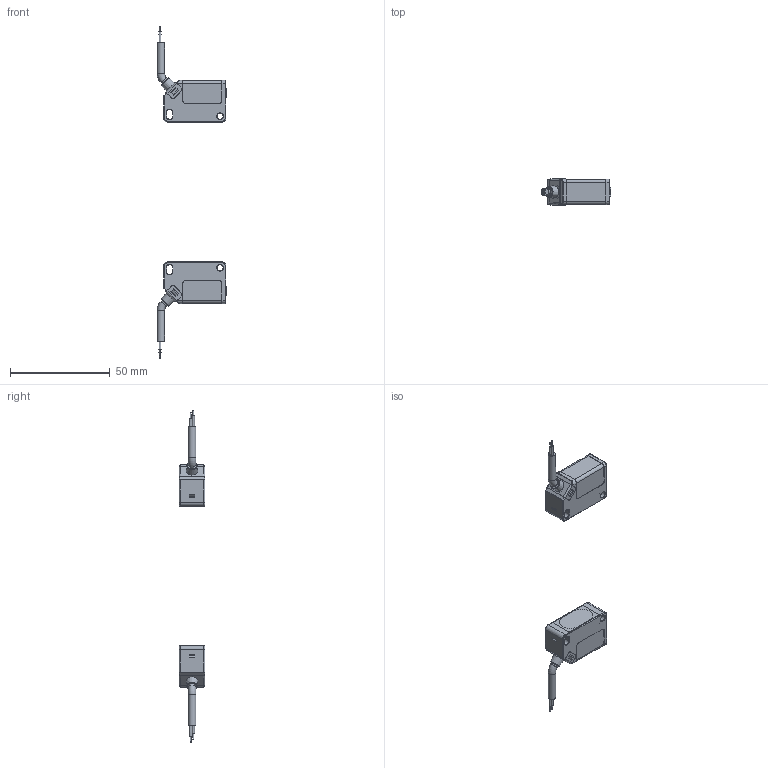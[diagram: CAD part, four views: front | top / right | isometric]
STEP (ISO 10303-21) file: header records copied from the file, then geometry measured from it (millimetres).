
FILE_DESCRIPTION( ( 'Unknown' ), '1' );
FILE_NAME( 'QMRHD_0P-0A.stp', 'Unknown', ( 'Unknown' ), ( 'Unknown' ), 'PSStep 15.0.49', 'Unknown', ' ' );
FILE_SCHEMA( ( 'AUTOMOTIVE_DESIGN { 1 0 10303 214 1 1 1 1 }' ) );
Length unit declared in the file: millimetre
Products named in the file (14): 6606_fig; 6619_fig; 6550_fig; QMRD_0P-0A; 6629_fig; 6570_fig-oa0; W741_fig; 6569A_fig; 6908_fig; 6568A_fig; QMRH_0P-0A; 6570_fig; Assem1
Assembly tree (19 placements, depth 5):
  Assem1
    QMRH_0P-0A
      6629_fig
      6570_fig
      W741_fig
      6569A_fig
      6908_fig
      6568A_fig
      6619_fig
        6550_fig
        6606_fig
          6606_fig
    QMRD_0P-0A
      6629_fig
      6570_fig-oa0
      W741_fig
      6569A_fig
      6908_fig
      6568A_fig
      6619_fig
        6550_fig
        6606_fig
          6606_fig
Bounding box: 35.08 x 13.02 x 166.52 mm (x, y, z)
Volume: 15350.9 mm3; surface area: 10901 mm2
Topology: 16 solids, 16 shells, 456 faces, 1118 edges, 728 vertices
Faces by surface type: plane 252, cylinder 166, torus 16, cone 14, bspline 4, sphere 4
Full cylindrical faces by diameter (mm): 0.52 x4, 1.19 x4, 3 x4, 3.5 x2, 3.75 x4, 5.7 x2, 7 x2, 7.2 x2
Entity records: 9368 total; most frequent: CARTESIAN_POINT 1393, DIRECTION 1293, ORIENTED_EDGE 1134, EDGE_CURVE 567, AXIS2_PLACEMENT_3D 466, VERTEX_POINT 379, LINE 361, VECTOR 361
